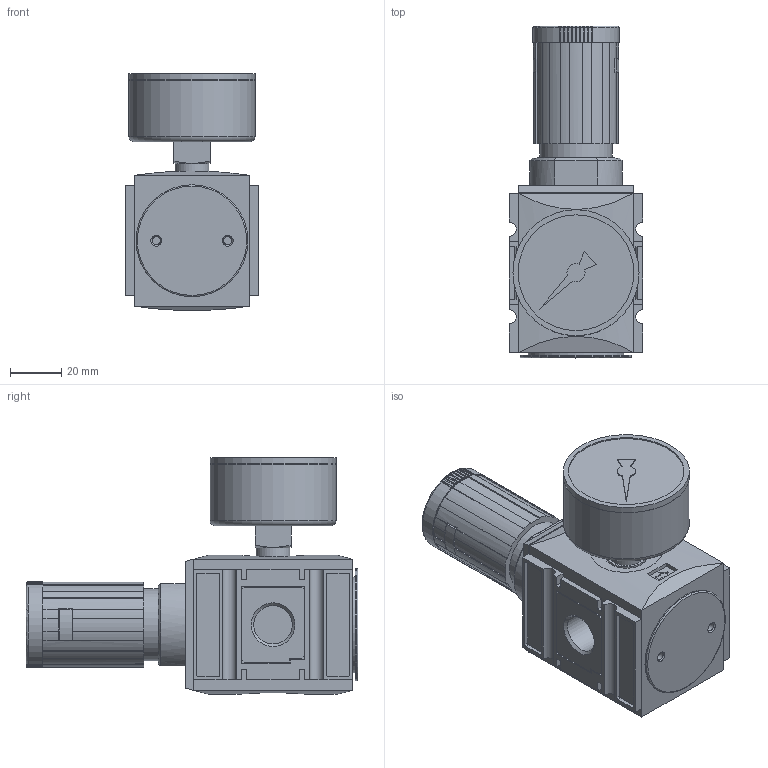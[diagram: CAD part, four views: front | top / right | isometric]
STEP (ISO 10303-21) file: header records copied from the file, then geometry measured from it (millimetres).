
FILE_DESCRIPTION(/* description */ ('','CAx-IF Rec.Pracs.---Representation and Presentation of Product Manufacturing Information (PMI)---3.8---2014-02-18'),/* implementation_level */ '2;1');
FILE_NAME(/* name */ '91701_DD10.stp',/* time_stamp */ '2018-05-09T08:55:51+02:00',/* author */ ('Stefan.Hausmann'),/* organization */ (''),/* preprocessor_version */ 'ST-DEVELOPER v16.13',/* originating_system */ 'Autodesk Inventor 2018',/* authorisation */ '');
FILE_SCHEMA (('AP242_MANAGED_MODEL_BASED_3D_ENGINEERING_MIM_LF { 1 0 10303 442 1 1 4 }'));
Length unit declared in the file: millimetre
Products named in the file (1): 91701_DD10
Bounding box: 52 x 129 x 92.1 mm (x, y, z)
Volume: 265874.4 mm3; surface area: 41009.1 mm2
Topology: 1 solids, 3 shells, 475 faces, 1231 edges, 804 vertices
Faces by surface type: plane 313, cylinder 129, torus 22, cone 11
Full cylindrical faces by diameter (mm): 3.2 x2, 11.445 x2, 13.157 x1, 14.95 x2, 15.1 x1, 16.5 x1, 16.8 x2, 28 x3, 36 x1, 37.2 x1, 43.5 x1, 45 x1, 48.96 x1, 49 x2
Entity records: 14921 total; most frequent: CARTESIAN_POINT 2577, DIRECTION 2551, ORIENTED_EDGE 2374, EDGE_CURVE 1187, AXIS2_PLACEMENT_3D 898, VERTEX_POINT 794, LINE 755, VECTOR 755
